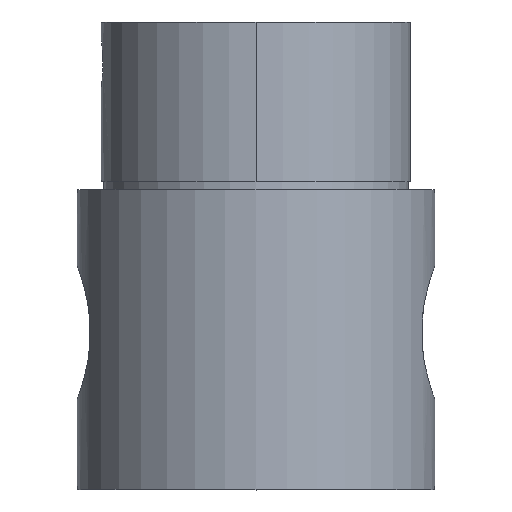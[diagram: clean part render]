
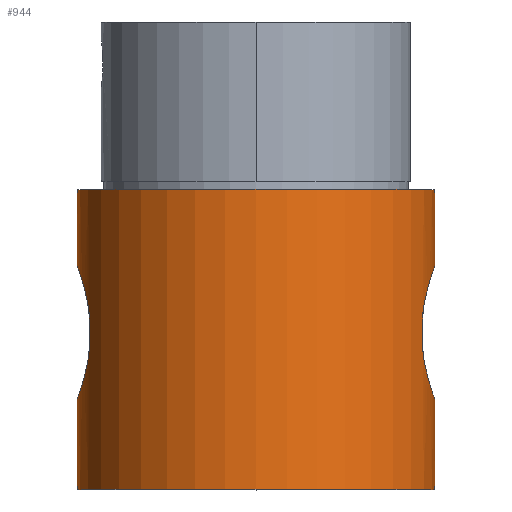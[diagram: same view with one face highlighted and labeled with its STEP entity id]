
A CAD part, top view. The second image highlights one B-rep face of the part: STEP entity #944.
In plain terms, the highlighted cylindrical face has radius 44.45 mm (diameter 88.9 mm), a partial arc.
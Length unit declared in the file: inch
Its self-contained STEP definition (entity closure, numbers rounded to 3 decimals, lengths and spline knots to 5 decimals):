
#6=CARTESIAN_POINT('',(0.,0.,0.));
#7=DIRECTION('',(0.,-1.,0.));
#8=DIRECTION('',(1.,0.,0.));
#9=AXIS2_PLACEMENT_3D('',#6,#7,#8);
#21=CARTESIAN_POINT('',(1.75,-0.7505,0.));
#33=DIRECTION('',(0.,-1.,0.));
#34=VECTOR('',#33,0.7505);
#35=CARTESIAN_POINT('',(-1.75,0.,0.));
#36=LINE('',#35,#34);
#49=CARTESIAN_POINT('',(-1.75,-2.0495,0.));
#61=DIRECTION('',(0.,-1.,0.));
#62=VECTOR('',#61,0.8905);
#63=CARTESIAN_POINT('',(-1.75,-2.0495,0.));
#64=LINE('',#63,#62);
#75=CARTESIAN_POINT('',(1.75,-2.0495,0.));
#81=DIRECTION('',(0.,-1.,0.));
#82=VECTOR('',#81,0.32273);
#83=CARTESIAN_POINT('',(1.633,-1.23863,0.62914));
#84=LINE('',#83,#82);
#105=CARTESIAN_POINT('',(1.75,-2.0495,0.));
#106=CARTESIAN_POINT('',(1.75,-2.0495,0.03494));
#107=CARTESIAN_POINT('',(1.74794,-2.04398,0.10462));
#108=CARTESIAN_POINT('',(1.73835,-2.01771,0.2105));
#109=CARTESIAN_POINT('',(1.72313,-1.97383,0.31049));
#110=CARTESIAN_POINT('',(1.70453,-1.91582,0.39945));
#111=CARTESIAN_POINT('',(1.68372,-1.84299,0.4791));
#112=CARTESIAN_POINT('',(1.66301,-1.7572,0.54607));
#113=CARTESIAN_POINT('',(1.6451,-1.66228,0.59736));
#114=CARTESIAN_POINT('',(1.63639,-1.59571,0.62033));
#115=CARTESIAN_POINT('',(1.633,-1.56137,0.62914));
#117=DIRECTION('',(0.,-1.,0.));
#118=VECTOR('',#117,0.8905);
#119=CARTESIAN_POINT('',(1.75,-2.0495,0.));
#120=LINE('',#119,#118);
#121=CARTESIAN_POINT('',(-1.633,-1.56137,0.62914));
#122=CARTESIAN_POINT('',(-1.6364,-1.59572,
0.62032));
#123=CARTESIAN_POINT('',(-1.6451,-1.66231,
0.59734));
#124=CARTESIAN_POINT('',(-1.663,-1.75716,
0.54609));
#125=CARTESIAN_POINT('',(-1.68373,-1.84301,
0.47909));
#126=CARTESIAN_POINT('',(-1.70456,-1.9159,
0.39934));
#127=CARTESIAN_POINT('',(-1.72315,-1.97389,
0.31037));
#128=CARTESIAN_POINT('',(-1.73836,-2.01773,
0.21044));
#129=CARTESIAN_POINT('',(-1.74794,-2.04398,
0.10458));
#130=CARTESIAN_POINT('',(-1.75,-2.0495,0.03492));
#131=CARTESIAN_POINT('',(-1.75,-2.0495,0.));
#133=CARTESIAN_POINT('',(-1.75,-0.7505,0.));
#134=CARTESIAN_POINT('',(-1.75,-0.7505,0.03494));
#135=CARTESIAN_POINT('',(-1.74794,-0.75602,
0.10462));
#136=CARTESIAN_POINT('',(-1.73835,-0.78229,
0.2105));
#137=CARTESIAN_POINT('',(-1.72313,-0.82617,
0.31049));
#138=CARTESIAN_POINT('',(-1.70453,-0.88418,
0.39945));
#139=CARTESIAN_POINT('',(-1.68372,-0.95701,
0.4791));
#140=CARTESIAN_POINT('',(-1.66301,-1.0428,
0.54607));
#141=CARTESIAN_POINT('',(-1.6451,-1.13773,
0.59736));
#142=CARTESIAN_POINT('',(-1.63639,-1.20429,
0.62033));
#143=CARTESIAN_POINT('',(-1.633,-1.23863,0.62914));
#145=DIRECTION('',(0.,-1.,0.));
#146=VECTOR('',#145,0.7505);
#147=CARTESIAN_POINT('',(1.75,0.,0.));
#148=LINE('',#147,#146);
#149=CARTESIAN_POINT('',(1.633,-1.23863,0.62914));
#150=CARTESIAN_POINT('',(1.63639,-1.20428,0.62032));
#151=CARTESIAN_POINT('',(1.6451,-1.1377,0.59735));
#152=CARTESIAN_POINT('',(1.663,-1.04285,0.5461));
#153=CARTESIAN_POINT('',(1.68372,-0.957,
0.47911));
#154=CARTESIAN_POINT('',(1.70456,-0.88411,
0.39936));
#155=CARTESIAN_POINT('',(1.72314,-0.82612,
0.3104));
#156=CARTESIAN_POINT('',(1.73836,-0.78227,
0.21046));
#157=CARTESIAN_POINT('',(1.74794,-0.75602,
0.10458));
#158=CARTESIAN_POINT('',(1.75,-0.7505,0.03492));
#159=CARTESIAN_POINT('',(1.75,-0.7505,0.));
#166=CARTESIAN_POINT('',(0.,-2.94,0.));
#167=DIRECTION('',(0.,-1.,0.));
#168=DIRECTION('',(1.,0.,0.));
#169=AXIS2_PLACEMENT_3D('',#166,#167,#168);
#263=DIRECTION('',(0.,-1.,0.));
#264=VECTOR('',#263,0.32273);
#265=CARTESIAN_POINT('',(-1.633,-1.23863,0.62914));
#266=LINE('',#265,#264);
#681=CARTESIAN_POINT('',(-1.75,0.,0.));
#682=CARTESIAN_POINT('',(1.75,0.,0.));
#683=VERTEX_POINT('',#681);
#684=VERTEX_POINT('',#682);
#685=CARTESIAN_POINT('',(-1.75,-2.94,0.));
#686=CARTESIAN_POINT('',(1.75,-2.94,0.));
#687=VERTEX_POINT('',#685);
#688=VERTEX_POINT('',#686);
#697=VERTEX_POINT('',#49);
#699=VERTEX_POINT('',#133);
#700=VERTEX_POINT('',#143);
#703=CARTESIAN_POINT('',(-1.633,-1.56137,0.62914));
#704=VERTEX_POINT('',#703);
#709=VERTEX_POINT('',#21);
#710=VERTEX_POINT('',#75);
#711=CARTESIAN_POINT('',(1.633,-1.23863,0.62914));
#712=CARTESIAN_POINT('',(1.633,-1.56137,0.62914));
#713=VERTEX_POINT('',#711);
#714=VERTEX_POINT('',#712);
#921=CARTESIAN_POINT('',(0.,0.,0.));
#922=DIRECTION('',(0.,-1.,0.));
#923=DIRECTION('',(-1.,0.,0.));
#924=AXIS2_PLACEMENT_3D('',#921,#922,#923);
#925=CYLINDRICAL_SURFACE('',#924,1.75);
#926=ORIENTED_EDGE('',*,*,#884,.T.);
#927=ORIENTED_EDGE('',*,*,#904,.F.);
#928=ORIENTED_EDGE('',*,*,#869,.T.);
#930=ORIENTED_EDGE('',*,*,#929,.T.);
#931=ORIENTED_EDGE('',*,*,#865,.F.);
#933=ORIENTED_EDGE('',*,*,#932,.F.);
#935=ORIENTED_EDGE('',*,*,#934,.F.);
#937=ORIENTED_EDGE('',*,*,#936,.F.);
#938=ORIENTED_EDGE('',*,*,#857,.F.);
#939=ORIENTED_EDGE('',*,*,#834,.F.);
#940=ORIENTED_EDGE('',*,*,#854,.T.);
#941=ORIENTED_EDGE('',*,*,#914,.F.);
#942=EDGE_LOOP('',(#926,#927,#928,#930,#931,#933,#935,#937,#938,#939,#940,
#941));
#943=FACE_OUTER_BOUND('',#942,.F.);
#944=ADVANCED_FACE('',(#943),#925,.T.);
#10=CIRCLE('',#9,1.75);
#116=B_SPLINE_CURVE_WITH_KNOTS('',3,(#105,#106,#107,#108,#109,#110,#111,#112,
#113,#114,#115),.UNSPECIFIED.,.F.,.F.,(4,1,1,1,1,1,1,1,4),(0.,0.125,0.25,
0.375,0.5,0.625,0.75,0.875,1.),.UNSPECIFIED.);
#132=B_SPLINE_CURVE_WITH_KNOTS('',3,(#121,#122,#123,#124,#125,#126,#127,#128,
#129,#130,#131),.UNSPECIFIED.,.F.,.F.,(4,1,1,1,1,1,1,1,4),(0.,0.125,0.25,
0.375,0.5,0.625,0.75,0.875,1.),.UNSPECIFIED.);
#144=B_SPLINE_CURVE_WITH_KNOTS('',3,(#133,#134,#135,#136,#137,#138,#139,#140,
#141,#142,#143),.UNSPECIFIED.,.F.,.F.,(4,1,1,1,1,1,1,1,4),(0.,0.125,0.25,
0.375,0.5,0.625,0.75,0.875,1.),.UNSPECIFIED.);
#160=B_SPLINE_CURVE_WITH_KNOTS('',3,(#149,#150,#151,#152,#153,#154,#155,#156,
#157,#158,#159),.UNSPECIFIED.,.F.,.F.,(4,1,1,1,1,1,1,1,4),(0.,0.125,0.25,
0.375,0.5,0.625,0.75,0.875,1.),.UNSPECIFIED.);
#170=CIRCLE('',#169,1.75);
#834=EDGE_CURVE('',#684,#683,#10,.T.);
#854=EDGE_CURVE('',#684,#709,#148,.T.);
#857=EDGE_CURVE('',#683,#699,#36,.T.);
#865=EDGE_CURVE('',#697,#687,#64,.T.);
#869=EDGE_CURVE('',#710,#688,#120,.T.);
#884=EDGE_CURVE('',#713,#714,#84,.T.);
#904=EDGE_CURVE('',#710,#714,#116,.T.);
#914=EDGE_CURVE('',#713,#709,#160,.T.);
#929=EDGE_CURVE('',#688,#687,#170,.T.);
#932=EDGE_CURVE('',#704,#697,#132,.T.);
#934=EDGE_CURVE('',#700,#704,#266,.T.);
#936=EDGE_CURVE('',#699,#700,#144,.T.);
